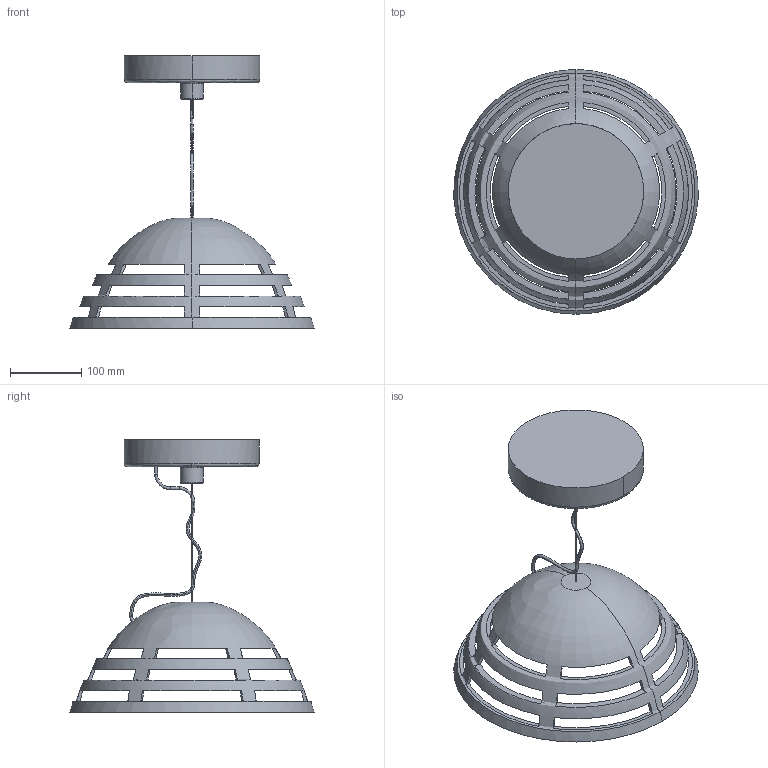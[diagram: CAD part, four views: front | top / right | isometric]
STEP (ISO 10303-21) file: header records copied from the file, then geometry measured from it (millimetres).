
FILE_DESCRIPTION(/* description */ (''),/* implementation_level */ '2;1');
FILE_NAME(/* name */ 'Incipit_Sospensione',/* time_stamp */ '2018-02-13T12:48:02+01:00',/* author */ (''),/* organization */ (''),/* preprocessor_version */ 'ST-DEVELOPER v15',/* originating_system */ '',/* authorisation */ '');
FILE_SCHEMA (('CONFIG_CONTROL_DESIGN'));
Length unit declared in the file: millimetre
Products named in the file (1): Document
Bounding box: 343.27 x 343.73 x 382.65 mm (x, y, z)
Volume: 2477787.4 mm3; surface area: 410854.7 mm2
Topology: 4 solids, 6 shells, 167 faces, 415 edges, 261 vertices
Faces by surface type: plane 89, bspline 78
Entity records: 9259 total; most frequent: CARTESIAN_POINT 6728, ORIENTED_EDGE 814, EDGE_CURVE 409, VERTEX_POINT 256, EDGE_LOOP 207, ADVANCED_FACE 167, FACE_OUTER_BOUND 167, DIRECTION 97
